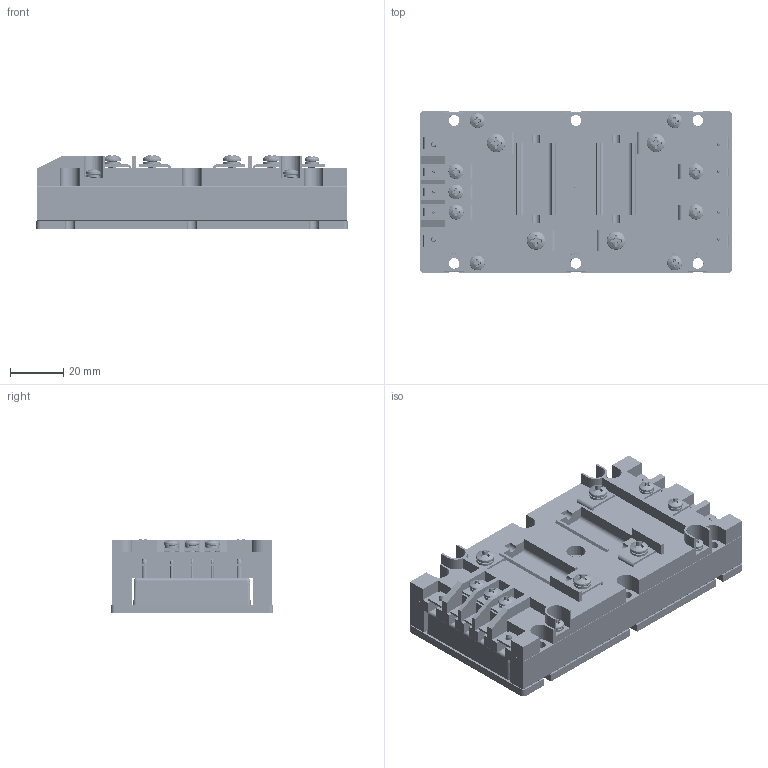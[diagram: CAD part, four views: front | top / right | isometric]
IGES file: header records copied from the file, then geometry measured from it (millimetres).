
Start section: SolidWorks IGES file using analytic representation for surfaces
Global section: file name: BusMod_maxi2.IGS; native system: SolidWorks 2015; preprocessor: SolidWorks 2015; author: GKeay; date: 180723.082940; units: millimetre
Bounding box: 116.84 x 60.96 x 27.67 mm (x, y, z)
Surface area: 96411.1 mm2 (no closed solid volume)
Topology: 0 solids, 0 shells, 2926 faces, 37310 edges, 37261 vertices
Faces by surface type: revolution 1789, bspline 1137
